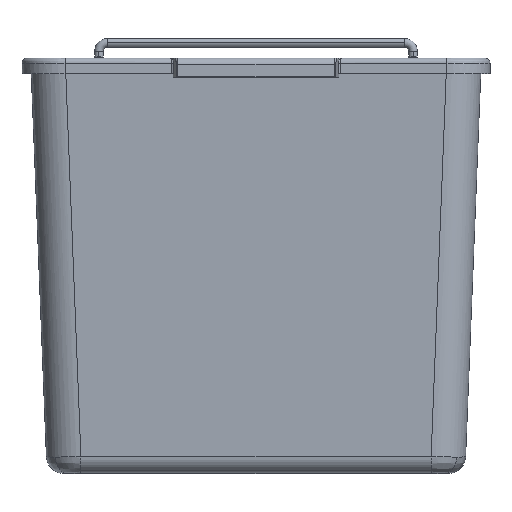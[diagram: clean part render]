
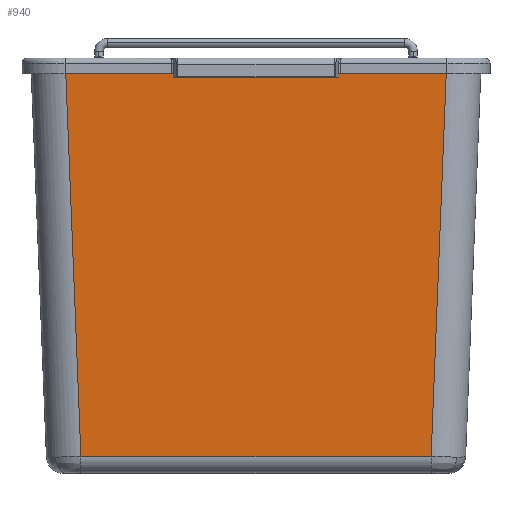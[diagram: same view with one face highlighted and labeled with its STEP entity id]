
A CAD part, top view. The second image highlights one B-rep face of the part: STEP entity #940.
In plain terms, the highlighted planar face has unit normal (0, -0.035, 0.999).
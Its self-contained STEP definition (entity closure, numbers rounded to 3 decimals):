
#173 = CARTESIAN_POINT ( 'NONE',  ( 0., -1.447, 40.949 ) ) ;
#708 = VERTEX_POINT ( 'NONE', #2083 ) ;
#940 = ADVANCED_FACE ( 'NONE', ( #7823 ), #6304, .F. ) ;
#992 = ORIENTED_EDGE ( 'NONE', *, *, #9090, .T. ) ;
#1591 = VECTOR ( 'NONE', #4380, 1000. ) ;
#2083 = CARTESIAN_POINT ( 'NONE',  ( 101.393, 9.647, 41.341 ) ) ;
#2433 = DIRECTION ( 'NONE',  ( 0., 0.999, 0.035 ) ) ;
#2966 = VECTOR ( 'NONE', #7274, 1000. ) ;
#4019 = CARTESIAN_POINT ( 'NONE',  ( 100.798, -5.424, 40.808 ) ) ;
#4170 = CARTESIAN_POINT ( 'NONE',  ( -110.157, 231.481, 49.182 ) ) ;
#4283 = VERTEX_POINT ( 'NONE', #4170 ) ;
#4380 = DIRECTION ( 'NONE',  ( 0.039, -0.999, -0.035 ) ) ;
#4382 = ORIENTED_EDGE ( 'NONE', *, *, #7630, .T. ) ;
#4744 = CARTESIAN_POINT ( 'NONE',  ( 110.157, 231.481, 49.182 ) ) ;
#5219 = ORIENTED_EDGE ( 'NONE', *, *, #6455, .T. ) ;
#5549 = LINE ( 'NONE', #8642, #5945 ) ;
#5838 = ORIENTED_EDGE ( 'NONE', *, *, #9637, .T. ) ;
#5945 = VECTOR ( 'NONE', #6476, 1000. ) ;
#6076 = CARTESIAN_POINT ( 'NONE',  ( 0., 231.481, 49.182 ) ) ;
#6304 = PLANE ( 'NONE',  #9357 ) ;
#6455 = EDGE_CURVE ( 'NONE', #7047, #708, #5549, .T. ) ;
#6476 = DIRECTION ( 'NONE',  ( 1., 0., 0. ) ) ;
#6877 = LINE ( 'NONE', #9045, #1591 ) ;
#6896 = DIRECTION ( 'NONE',  ( -1., 0., 0. ) ) ;
#7047 = VERTEX_POINT ( 'NONE', #7366 ) ;
#7274 = DIRECTION ( 'NONE',  ( 0.039, 0.999, 0.035 ) ) ;
#7366 = CARTESIAN_POINT ( 'NONE',  ( -101.393, 9.647, 41.341 ) ) ;
#7630 = EDGE_CURVE ( 'NONE', #4283, #7047, #6877, .T. ) ;
#7755 = LINE ( 'NONE', #6076, #9269 ) ;
#7823 = FACE_OUTER_BOUND ( 'NONE', #9519, .T. ) ;
#7895 = LINE ( 'NONE', #4019, #2966 ) ;
#8642 = CARTESIAN_POINT ( 'NONE',  ( 0., 9.647, 41.341 ) ) ;
#9045 = CARTESIAN_POINT ( 'NONE',  ( -100.798, -5.424, 40.808 ) ) ;
#9090 = EDGE_CURVE ( 'NONE', #9159, #4283, #7755, .T. ) ;
#9159 = VERTEX_POINT ( 'NONE', #4744 ) ;
#9269 = VECTOR ( 'NONE', #6896, 1000. ) ;
#9357 = AXIS2_PLACEMENT_3D ( 'NONE', #173, #9384, #2433 ) ;
#9384 = DIRECTION ( 'NONE',  ( 0., 0.035, -0.999 ) ) ;
#9519 = EDGE_LOOP ( 'NONE', ( #5838, #992, #4382, #5219 ) ) ;
#9637 = EDGE_CURVE ( 'NONE', #708, #9159, #7895, .T. ) ;
